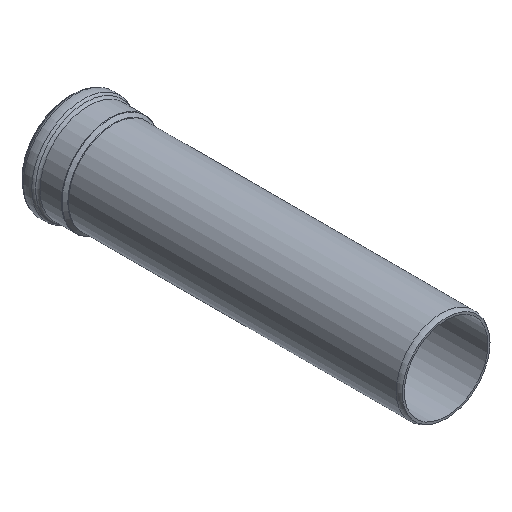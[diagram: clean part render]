
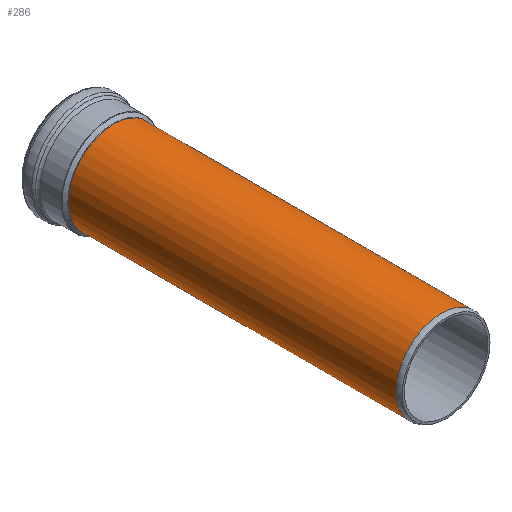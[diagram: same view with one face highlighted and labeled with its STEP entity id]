
A CAD part, isometric view. The second image highlights one B-rep face of the part: STEP entity #286.
In plain terms, the highlighted cylindrical face has radius 67.65 mm (diameter 135.3 mm), a full revolution.
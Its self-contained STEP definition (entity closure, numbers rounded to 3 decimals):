
#20=CYLINDRICAL_SURFACE('',#317,67.65);
#27=FACE_BOUND('',#83,.T.);
#54=FACE_OUTER_BOUND('',#82,.T.);
#82=EDGE_LOOP('',(#217));
#83=EDGE_LOOP('',(#218));
#135=CIRCLE('',#316,67.65);
#136=CIRCLE('',#318,67.65);
#162=VERTEX_POINT('',#482);
#163=VERTEX_POINT('',#485);
#189=EDGE_CURVE('',#162,#162,#135,.T.);
#190=EDGE_CURVE('',#163,#163,#136,.T.);
#217=ORIENTED_EDGE('',*,*,#190,.F.);
#218=ORIENTED_EDGE('',*,*,#189,.F.);
#286=ADVANCED_FACE('',(#54,#27),#20,.T.);
#316=AXIS2_PLACEMENT_3D('',#483,#374,#375);
#317=AXIS2_PLACEMENT_3D('',#484,#376,#377);
#318=AXIS2_PLACEMENT_3D('',#486,#378,#379);
#374=DIRECTION('center_axis',(0.,1.,0.));
#375=DIRECTION('ref_axis',(-1.,0.,0.));
#376=DIRECTION('center_axis',(0.,-1.,0.));
#377=DIRECTION('ref_axis',(1.,0.,0.));
#378=DIRECTION('center_axis',(0.,-1.,0.));
#379=DIRECTION('ref_axis',(1.,0.,0.));
#482=CARTESIAN_POINT('',(67.65,496.198,0.));
#483=CARTESIAN_POINT('Origin',(0.,496.198,0.));
#484=CARTESIAN_POINT('Origin',(0.,251.806,0.));
#485=CARTESIAN_POINT('',(67.65,7.,0.));
#486=CARTESIAN_POINT('Origin',(0.,7.,0.));
